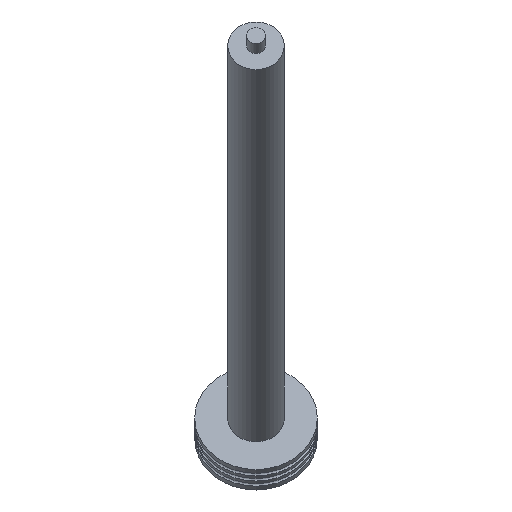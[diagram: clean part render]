
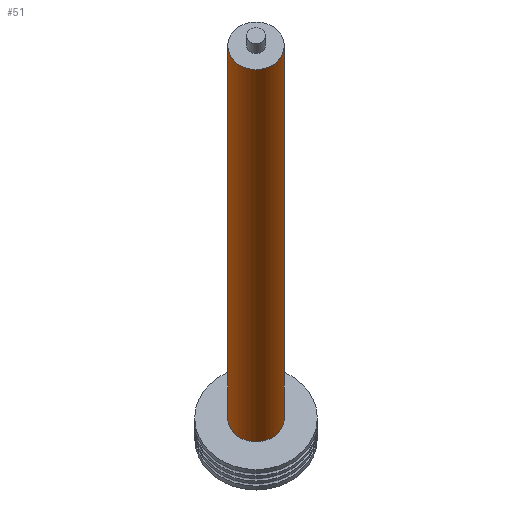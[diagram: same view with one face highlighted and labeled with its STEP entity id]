
A CAD part, front view. The second image highlights one B-rep face of the part: STEP entity #51.
In plain terms, the highlighted cylindrical face has radius 38.1 mm (diameter 76.2 mm), a full revolution.
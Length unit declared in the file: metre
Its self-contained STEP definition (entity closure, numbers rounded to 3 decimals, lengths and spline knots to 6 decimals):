
#51 = ADVANCED_FACE( '', ( #107, #108 ), #109, .T. );
#107 = FACE_OUTER_BOUND( '', #164, .T. );
#108 = FACE_OUTER_BOUND( '', #165, .T. );
#109 = CYLINDRICAL_SURFACE( '', #166, 0.0381 );
#164 = EDGE_LOOP( '', ( #229 ) );
#165 = EDGE_LOOP( '', ( #230 ) );
#166 = AXIS2_PLACEMENT_3D( '', #231, #232, #233 );
#229 = ORIENTED_EDGE( '', *, *, #274, .F. );
#230 = ORIENTED_EDGE( '', *, *, #279, .T. );
#231 = CARTESIAN_POINT( '', ( 0., 2.211704, 1.122956 ) );
#232 = DIRECTION( '', ( 0., 0.84, -0.542 ) );
#233 = DIRECTION( '', ( 0., -0.542, -0.84 ) );
#274 = EDGE_CURVE( '', #305, #305, #306, .T. );
#279 = EDGE_CURVE( '', #313, #313, #314, .T. );
#305 = VERTEX_POINT( '', #342 );
#306 = CIRCLE( '', #343, 0.0381 );
#313 = VERTEX_POINT( '', #350 );
#314 = CIRCLE( '', #351, 0.0381 );
#342 = CARTESIAN_POINT( '', ( 0., 2.433319, 1.025422 ) );
#343 = AXIS2_PLACEMENT_3D( '', #380, #381, #382 );
#350 = CARTESIAN_POINT( '', ( 0., 1.655939, 1.526564 ) );
#351 = AXIS2_PLACEMENT_3D( '', #389, #390, #391 );
#380 = CARTESIAN_POINT( '', ( 0., 2.412675, 0.993399 ) );
#381 = DIRECTION( '', ( 0., 0.84, -0.542 ) );
#382 = DIRECTION( '', ( 0., 0.542, 0.84 ) );
#389 = CARTESIAN_POINT( '', ( 0., 1.635296, 1.494541 ) );
#390 = DIRECTION( '', ( 0., 0.84, -0.542 ) );
#391 = DIRECTION( '', ( 0., 0.542, 0.84 ) );
